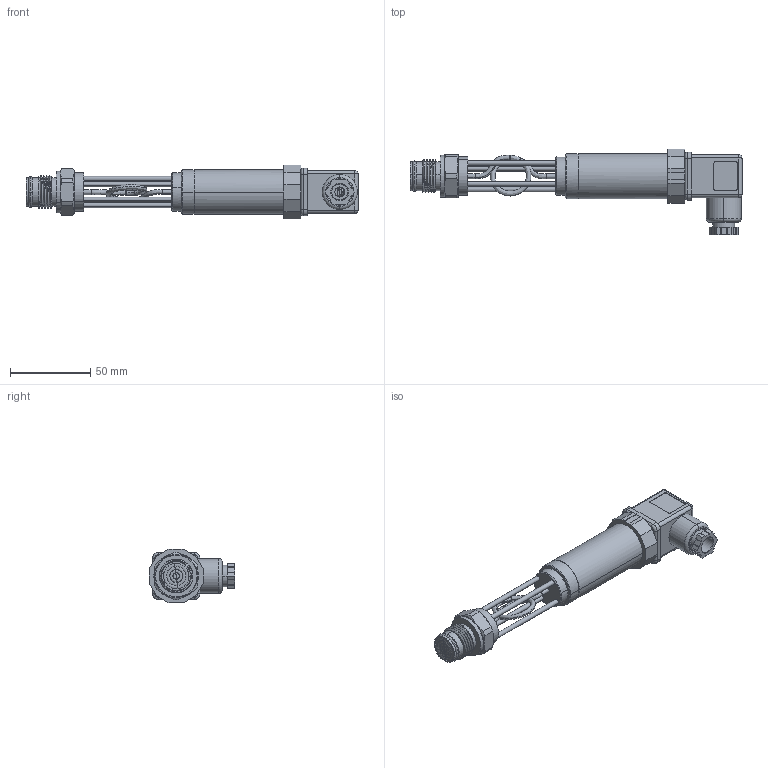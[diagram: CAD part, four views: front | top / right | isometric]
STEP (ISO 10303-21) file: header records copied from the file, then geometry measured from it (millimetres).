
FILE_DESCRIPTION(('Creo Elements/Direct Modeling STEP Export'),'2;1');
FILE_NAME('PR3860-xxxxBA.stp','2017-11-28T11:54:09',(''),(''),'PTC Creo Elements/Direct Modeling STEP processor for AP214 (Solid Model)','PTC Creo Elements/Direct Modeling 19.0E 27-Jun-2016 (C) Parametric Technology GmbH','');
FILE_SCHEMA(('AUTOMOTIVE_DESIGN { 1 0 10303 214 1 1 1 1 }'));
Length unit declared in the file: millimetre
Products named in the file (4): O-Ring; Transducer; Connector; PR3860-xxxxBA
Assembly tree (3 placements, depth 2):
  PR3860-xxxxBA
    Connector
    Transducer
    O-Ring
Bounding box: 207.3 x 53.21 x 33.5 mm (x, y, z)
Volume: 87445.5 mm3; surface area: 35531.9 mm2
Topology: 3 solids, 3 shells, 1262 faces, 3431 edges, 2202 vertices
Faces by surface type: plane 755, cylinder 323, cone 76, extrusion 48, torus 46, bspline 10, sphere 4
Entity records: 58855 total; most frequent: CARTESIAN_POINT 18284, ORIENTED_EDGE 6854, DIRECTION 6013, EDGE_CURVE 3425, VECTOR 2317, LINE 2269, VERTEX_POINT 2202, AXIS2_PLACEMENT_3D 1848
